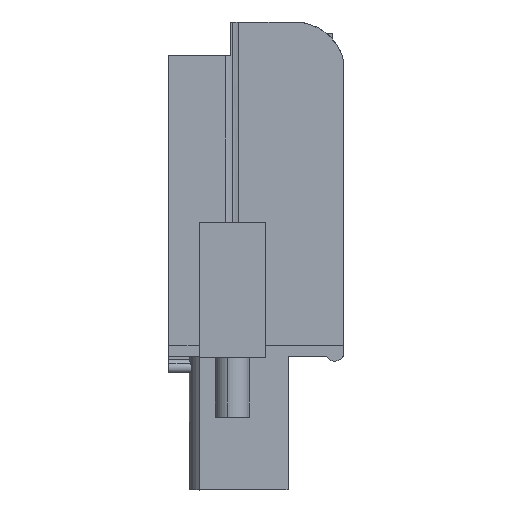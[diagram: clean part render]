
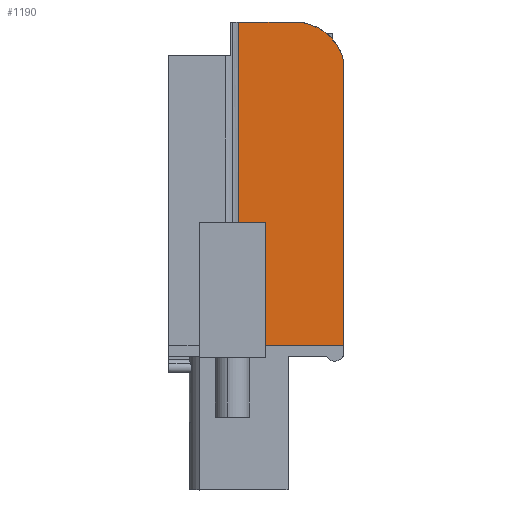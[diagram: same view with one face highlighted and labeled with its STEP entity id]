
A CAD part, left-side view. The second image highlights one B-rep face of the part: STEP entity #1190.
In plain terms, the highlighted planar face has unit normal (-1, 0, 0).
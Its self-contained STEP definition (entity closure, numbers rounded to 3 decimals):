
#1155=AXIS2_PLACEMENT_3D('Plane Axis2P3D',#1152,#1153,#1154) ;
#1178=AXIS2_PLACEMENT_3D('Circle Axis2P3D',#1176,#1177,$) ;
#271=CARTESIAN_POINT('Vertex',(3.15,6.173,27.6)) ;
#274=CARTESIAN_POINT('Line Origine',(3.15,4.532,27.6)) ;
#278=CARTESIAN_POINT('Vertex',(3.15,2.891,27.6)) ;
#938=CARTESIAN_POINT('Vertex',(3.15,0.,25.4)) ;
#941=CARTESIAN_POINT('Line Origine',(3.15,0.,16.95)) ;
#945=CARTESIAN_POINT('Vertex',(3.15,0.,8.5)) ;
#1123=CARTESIAN_POINT('Vertex',(3.15,6.173,15.8)) ;
#1126=CARTESIAN_POINT('Line Origine',(3.15,6.173,21.44)) ;
#1152=CARTESIAN_POINT('Axis2P3D Location',(3.15,0.,0.)) ;
#1157=CARTESIAN_POINT('Line Origine',(3.15,5.386,15.8)) ;
#1161=CARTESIAN_POINT('Vertex',(3.15,4.6,15.8)) ;
#1164=CARTESIAN_POINT('Line Origine',(3.15,4.6,12.15)) ;
#1168=CARTESIAN_POINT('Vertex',(3.15,4.6,8.5)) ;
#1171=CARTESIAN_POINT('Line Origine',(3.15,2.3,8.5)) ;
#1176=CARTESIAN_POINT('Axis2P3D Location',(3.15,2.891,24.6)) ;
#275=DIRECTION('Vector Direction',(0.,1.,0.)) ;
#942=DIRECTION('Vector Direction',(0.,0.,1.)) ;
#1127=DIRECTION('Vector Direction',(0.,0.,1.)) ;
#1153=DIRECTION('Axis2P3D Direction',(-1.,0.,0.)) ;
#1154=DIRECTION('Axis2P3D XDirection',(0.,0.,1.)) ;
#1158=DIRECTION('Vector Direction',(0.,1.,0.)) ;
#1165=DIRECTION('Vector Direction',(0.,0.,-1.)) ;
#1172=DIRECTION('Vector Direction',(0.,-1.,0.)) ;
#1177=DIRECTION('Axis2P3D Direction',(-1.,0.,0.)) ;
#276=VECTOR('Line Direction',#275,1.) ;
#943=VECTOR('Line Direction',#942,1.) ;
#1128=VECTOR('Line Direction',#1127,1.) ;
#1159=VECTOR('Line Direction',#1158,1.) ;
#1166=VECTOR('Line Direction',#1165,1.) ;
#1173=VECTOR('Line Direction',#1172,1.) ;
#1182=ORIENTED_EDGE('',*,*,#1130,.F.) ;
#1183=ORIENTED_EDGE('',*,*,#1163,.F.) ;
#1184=ORIENTED_EDGE('',*,*,#1170,.T.) ;
#1185=ORIENTED_EDGE('',*,*,#1175,.T.) ;
#1186=ORIENTED_EDGE('',*,*,#947,.T.) ;
#1187=ORIENTED_EDGE('',*,*,#1180,.T.) ;
#1188=ORIENTED_EDGE('',*,*,#280,.T.) ;
#1190=ADVANCED_FACE('HOUSING',(#1189),#1156,.T.) ;
#1179=CIRCLE('generated circle',#1178,3.) ;
#280=EDGE_CURVE('',#279,#272,#277,.T.) ;
#947=EDGE_CURVE('',#946,#939,#944,.T.) ;
#1130=EDGE_CURVE('',#1124,#272,#1129,.T.) ;
#1163=EDGE_CURVE('',#1162,#1124,#1160,.T.) ;
#1170=EDGE_CURVE('',#1162,#1169,#1167,.T.) ;
#1175=EDGE_CURVE('',#1169,#946,#1174,.T.) ;
#1180=EDGE_CURVE('',#939,#279,#1179,.T.) ;
#1181=EDGE_LOOP('',(#1182,#1183,#1184,#1185,#1186,#1187,#1188)) ;
#1189=FACE_OUTER_BOUND('',#1181,.T.) ;
#277=LINE('Line',#274,#276) ;
#944=LINE('Line',#941,#943) ;
#1129=LINE('Line',#1126,#1128) ;
#1160=LINE('Line',#1157,#1159) ;
#1167=LINE('Line',#1164,#1166) ;
#1174=LINE('Line',#1171,#1173) ;
#1156=PLANE('',#1155) ;
#272=VERTEX_POINT('',#271) ;
#279=VERTEX_POINT('',#278) ;
#939=VERTEX_POINT('',#938) ;
#946=VERTEX_POINT('',#945) ;
#1124=VERTEX_POINT('',#1123) ;
#1162=VERTEX_POINT('',#1161) ;
#1169=VERTEX_POINT('',#1168) ;
